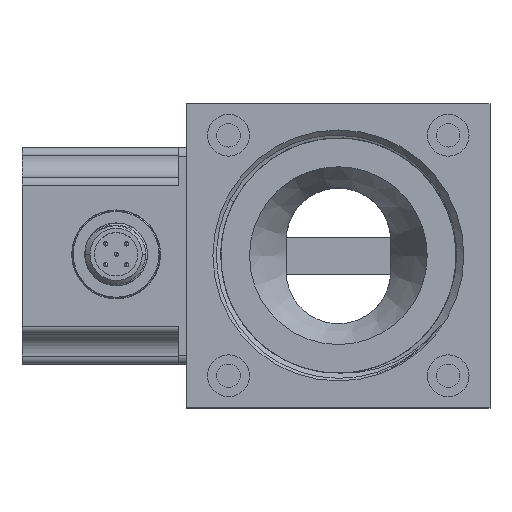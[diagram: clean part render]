
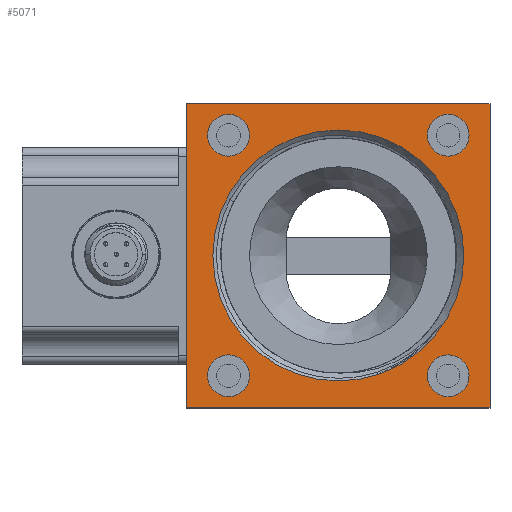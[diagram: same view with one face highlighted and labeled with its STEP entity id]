
A CAD part, top view. The second image highlights one B-rep face of the part: STEP entity #5071.
In plain terms, the highlighted planar face has unit normal (0, 0, 1).
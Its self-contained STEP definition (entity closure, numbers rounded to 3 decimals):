
#880=PLANE('',#17087);
#2837=LINE('',#27637,#4218);
#2838=LINE('',#27640,#4219);
#2839=LINE('',#27642,#4220);
#2840=LINE('',#27644,#4221);
#4218=VECTOR('',#20768,1.);
#4219=VECTOR('',#20769,1.);
#4220=VECTOR('',#20770,1.);
#4221=VECTOR('',#20771,1.);
#5071=ADVANCED_FACE('',(#5947,#5948,#5949,#5950,#5951,#5952),#880,.F.);
#5947=FACE_BOUND('',#6930,.T.);
#5948=FACE_BOUND('',#6931,.T.);
#5949=FACE_BOUND('',#6932,.T.);
#5950=FACE_BOUND('',#6933,.T.);
#5951=FACE_BOUND('',#6934,.T.);
#5952=FACE_BOUND('',#6935,.T.);
#6930=EDGE_LOOP('',(#10528,#10529,#10530,#10531));
#6931=EDGE_LOOP('',(#10532));
#6932=EDGE_LOOP('',(#10533));
#6933=EDGE_LOOP('',(#10534));
#6934=EDGE_LOOP('',(#10535));
#6935=EDGE_LOOP('',(#10536));
#10528=ORIENTED_EDGE('',*,*,#14891,.F.);
#10529=ORIENTED_EDGE('',*,*,#14892,.F.);
#10530=ORIENTED_EDGE('',*,*,#14893,.F.);
#10531=ORIENTED_EDGE('',*,*,#14894,.F.);
#10532=ORIENTED_EDGE('',*,*,#14895,.T.);
#10533=ORIENTED_EDGE('',*,*,#14896,.F.);
#10534=ORIENTED_EDGE('',*,*,#14897,.F.);
#10535=ORIENTED_EDGE('',*,*,#14898,.F.);
#10536=ORIENTED_EDGE('',*,*,#14899,.F.);
#12855=VERTEX_POINT('',#27638);
#12856=VERTEX_POINT('',#27639);
#12857=VERTEX_POINT('',#27641);
#12858=VERTEX_POINT('',#27643);
#12859=VERTEX_POINT('',#27646);
#12860=VERTEX_POINT('',#27648);
#12861=VERTEX_POINT('',#27650);
#12862=VERTEX_POINT('',#27652);
#12863=VERTEX_POINT('',#27654);
#14891=EDGE_CURVE('',#12855,#12856,#2837,.T.);
#14892=EDGE_CURVE('',#12857,#12855,#2838,.T.);
#14893=EDGE_CURVE('',#12858,#12857,#2839,.T.);
#14894=EDGE_CURVE('',#12856,#12858,#2840,.T.);
#14895=EDGE_CURVE('',#12859,#12859,#15817,.T.);
#14896=EDGE_CURVE('',#12860,#12860,#15818,.T.);
#14897=EDGE_CURVE('',#12861,#12861,#15819,.T.);
#14898=EDGE_CURVE('',#12862,#12862,#15820,.T.);
#14899=EDGE_CURVE('',#12863,#12863,#15821,.T.);
#15817=CIRCLE('',#17082,24.);
#15818=CIRCLE('',#17083,4.);
#15819=CIRCLE('',#17084,4.);
#15820=CIRCLE('',#17085,4.);
#15821=CIRCLE('',#17086,4.);
#17082=AXIS2_PLACEMENT_3D('',#27645,#20772,#20773);
#17083=AXIS2_PLACEMENT_3D('',#27647,#20774,#20775);
#17084=AXIS2_PLACEMENT_3D('',#27649,#20776,#20777);
#17085=AXIS2_PLACEMENT_3D('',#27651,#20778,#20779);
#17086=AXIS2_PLACEMENT_3D('',#27653,#20780,#20781);
#17087=AXIS2_PLACEMENT_3D('',#27655,#20782,#20783);
#20768=DIRECTION('',(-1.,0.,0.));
#20769=DIRECTION('',(0.,-1.,0.));
#20770=DIRECTION('',(1.,0.,0.));
#20771=DIRECTION('',(0.,1.,0.));
#20772=DIRECTION('',(0.,0.,-1.));
#20773=DIRECTION('',(0.,1.,0.));
#20774=DIRECTION('',(0.,0.,1.));
#20775=DIRECTION('',(-1.,0.,0.));
#20776=DIRECTION('',(0.,0.,1.));
#20777=DIRECTION('',(-1.,0.,0.));
#20778=DIRECTION('',(0.,0.,1.));
#20779=DIRECTION('',(-1.,0.,0.));
#20780=DIRECTION('',(0.,0.,1.));
#20781=DIRECTION('',(-1.,0.,0.));
#20782=DIRECTION('',(0.,0.,-1.));
#20783=DIRECTION('',(1.,0.,0.));
#27637=CARTESIAN_POINT('',(29.5,-1.5,14.));
#27638=CARTESIAN_POINT('',(58.5,-1.5,14.));
#27639=CARTESIAN_POINT('',(0.5,-1.5,14.));
#27640=CARTESIAN_POINT('',(58.5,27.5,14.));
#27641=CARTESIAN_POINT('',(58.5,56.5,14.));
#27642=CARTESIAN_POINT('',(29.5,56.5,14.));
#27643=CARTESIAN_POINT('',(0.5,56.5,14.));
#27644=CARTESIAN_POINT('',(0.5,27.5,14.));
#27645=CARTESIAN_POINT('',(29.5,27.5,14.));
#27646=CARTESIAN_POINT('',(29.5,51.5,14.));
#27647=CARTESIAN_POINT('',(50.5,4.5,14.));
#27648=CARTESIAN_POINT('',(46.5,4.5,14.));
#27649=CARTESIAN_POINT('',(8.5,4.5,14.));
#27650=CARTESIAN_POINT('',(4.5,4.5,14.));
#27651=CARTESIAN_POINT('',(8.5,50.5,14.));
#27652=CARTESIAN_POINT('',(4.5,50.5,14.));
#27653=CARTESIAN_POINT('',(50.5,50.5,14.));
#27654=CARTESIAN_POINT('',(46.5,50.5,14.));
#27655=CARTESIAN_POINT('',(29.5,27.5,14.));
